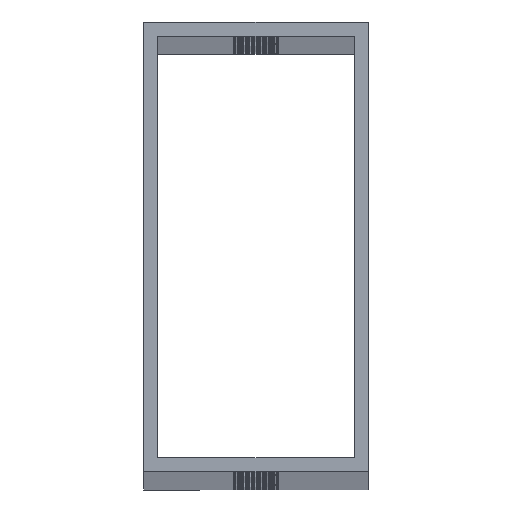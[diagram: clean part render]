
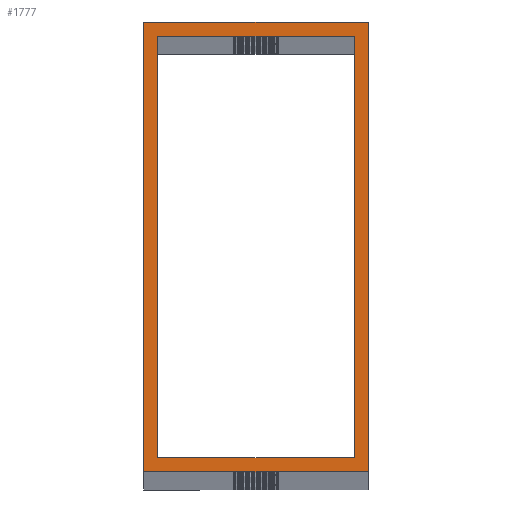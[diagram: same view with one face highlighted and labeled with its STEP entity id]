
A CAD part, top view. The second image highlights one B-rep face of the part: STEP entity #1777.
In plain terms, the highlighted planar face has unit normal (0, 0, 1).
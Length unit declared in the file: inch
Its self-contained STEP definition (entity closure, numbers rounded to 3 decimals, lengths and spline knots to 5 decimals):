
#342 = LINE ( 'NONE', #13164, #51837 ) ;
#1073 = ORIENTED_EDGE ( 'NONE', *, *, #44233, .F. ) ;
#1176 = VECTOR ( 'NONE', #37732, 39.37008 ) ;
#1419 = ORIENTED_EDGE ( 'NONE', *, *, #48729, .F. ) ;
#1777 = ADVANCED_FACE ( 'NONE', ( #8429, #51263 ), #29982, .T. ) ;
#2352 = VERTEX_POINT ( 'NONE', #5826 ) ;
#2686 = CARTESIAN_POINT ( 'NONE',  ( -0.5, -1., 47. ) ) ;
#4236 = DIRECTION ( 'NONE',  ( 1., 0., 0. ) ) ;
#4334 = EDGE_CURVE ( 'NONE', #52459, #2352, #37454, .T. ) ;
#4418 = VECTOR ( 'NONE', #35891, 39.37008 ) ;
#5826 = CARTESIAN_POINT ( 'NONE',  ( 0.4375, 0.9375, 47. ) ) ;
#6790 = VERTEX_POINT ( 'NONE', #14871 ) ;
#7366 = VECTOR ( 'NONE', #31116, 39.37008 ) ;
#8429 = FACE_OUTER_BOUND ( 'NONE', #54362, .T. ) ;
#9033 = ORIENTED_EDGE ( 'NONE', *, *, #4334, .F. ) ;
#9985 = VECTOR ( 'NONE', #13029, 39.37008 ) ;
#10051 = DIRECTION ( 'NONE',  ( -1., 0., 0. ) ) ;
#11974 = VECTOR ( 'NONE', #10051, 39.37008 ) ;
#13029 = DIRECTION ( 'NONE',  ( -1., 0., 0. ) ) ;
#13164 = CARTESIAN_POINT ( 'NONE',  ( 0.5, -0.9375, 47. ) ) ;
#14001 = CARTESIAN_POINT ( 'NONE',  ( -0.4375, 0.9375, 47. ) ) ;
#14023 = LINE ( 'NONE', #43450, #7366 ) ;
#14033 = CARTESIAN_POINT ( 'NONE',  ( 0.4375, -0.9375, 47. ) ) ;
#14171 = LINE ( 'NONE', #44138, #33314 ) ;
#14768 = DIRECTION ( 'NONE',  ( 0., -1., 0. ) ) ;
#14871 = CARTESIAN_POINT ( 'NONE',  ( 0.5, -1., 47. ) ) ;
#15262 = DIRECTION ( 'NONE',  ( 0., -1., 0. ) ) ;
#15444 = LINE ( 'NONE', #18535, #4418 ) ;
#15450 = CARTESIAN_POINT ( 'NONE',  ( -0.4375, -0.9375, 47. ) ) ;
#15781 = ORIENTED_EDGE ( 'NONE', *, *, #22938, .T. ) ;
#15952 = CARTESIAN_POINT ( 'NONE',  ( 0.5, 1., 47. ) ) ;
#18535 = CARTESIAN_POINT ( 'NONE',  ( 0.5, -1., 47. ) ) ;
#22938 = EDGE_CURVE ( 'NONE', #36677, #49274, #42427, .T. ) ;
#23179 = LINE ( 'NONE', #39740, #11974 ) ;
#23625 = ORIENTED_EDGE ( 'NONE', *, *, #51061, .T. ) ;
#23979 = EDGE_CURVE ( 'NONE', #34429, #42588, #14171, .T. ) ;
#25084 = AXIS2_PLACEMENT_3D ( 'NONE', #38659, #47044, #26328 ) ;
#26328 = DIRECTION ( 'NONE',  ( 1., 0., 0. ) ) ;
#29197 = EDGE_LOOP ( 'NONE', ( #1419, #47443, #1073, #9033 ) ) ;
#29982 = PLANE ( 'NONE',  #25084 ) ;
#31116 = DIRECTION ( 'NONE',  ( 1., 0., 0. ) ) ;
#32083 = EDGE_CURVE ( 'NONE', #6790, #36677, #15444, .T. ) ;
#33314 = VECTOR ( 'NONE', #15262, 39.37008 ) ;
#33763 = EDGE_CURVE ( 'NONE', #49274, #42174, #44189, .T. ) ;
#34311 = CARTESIAN_POINT ( 'NONE',  ( 0.5, 1., 47. ) ) ;
#34429 = VERTEX_POINT ( 'NONE', #14001 ) ;
#35891 = DIRECTION ( 'NONE',  ( 0., 1., 0. ) ) ;
#36327 = CARTESIAN_POINT ( 'NONE',  ( -0.5, -1., 47. ) ) ;
#36677 = VERTEX_POINT ( 'NONE', #15952 ) ;
#37179 = CARTESIAN_POINT ( 'NONE',  ( 0.4375, -1., 47. ) ) ;
#37454 = LINE ( 'NONE', #37179, #1176 ) ;
#37732 = DIRECTION ( 'NONE',  ( 0., 1., 0. ) ) ;
#38659 = CARTESIAN_POINT ( 'NONE',  ( 0., 0., 47. ) ) ;
#39740 = CARTESIAN_POINT ( 'NONE',  ( 0.5, 0.9375, 47. ) ) ;
#42174 = VERTEX_POINT ( 'NONE', #2686 ) ;
#42427 = LINE ( 'NONE', #34311, #9985 ) ;
#42588 = VERTEX_POINT ( 'NONE', #15450 ) ;
#43450 = CARTESIAN_POINT ( 'NONE',  ( 0.5, -1., 47. ) ) ;
#44138 = CARTESIAN_POINT ( 'NONE',  ( -0.4375, -1., 47. ) ) ;
#44189 = LINE ( 'NONE', #36327, #53663 ) ;
#44233 = EDGE_CURVE ( 'NONE', #2352, #34429, #23179, .T. ) ;
#47044 = DIRECTION ( 'NONE',  ( 0., 0., 1. ) ) ;
#47443 = ORIENTED_EDGE ( 'NONE', *, *, #23979, .F. ) ;
#48729 = EDGE_CURVE ( 'NONE', #42588, #52459, #342, .T. ) ;
#49175 = ORIENTED_EDGE ( 'NONE', *, *, #33763, .T. ) ;
#49274 = VERTEX_POINT ( 'NONE', #55088 ) ;
#51061 = EDGE_CURVE ( 'NONE', #42174, #6790, #14023, .T. ) ;
#51263 = FACE_BOUND ( 'NONE', #29197, .T. ) ;
#51506 = ORIENTED_EDGE ( 'NONE', *, *, #32083, .T. ) ;
#51837 = VECTOR ( 'NONE', #4236, 39.37008 ) ;
#52459 = VERTEX_POINT ( 'NONE', #14033 ) ;
#53663 = VECTOR ( 'NONE', #14768, 39.37008 ) ;
#54362 = EDGE_LOOP ( 'NONE', ( #49175, #23625, #51506, #15781 ) ) ;
#55088 = CARTESIAN_POINT ( 'NONE',  ( -0.5, 1., 47. ) ) ;
